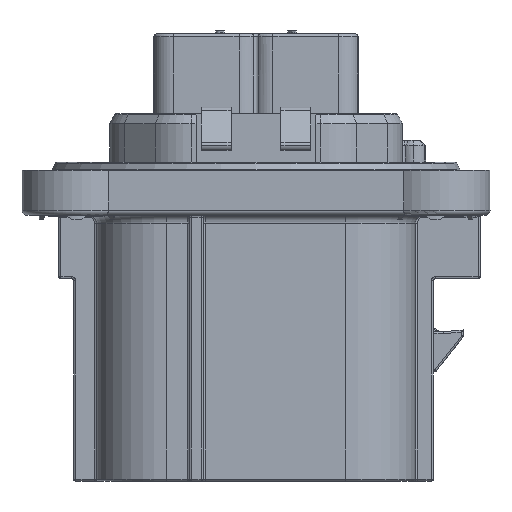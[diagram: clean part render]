
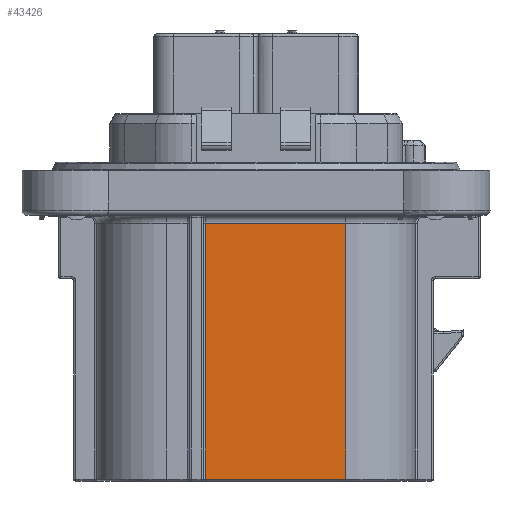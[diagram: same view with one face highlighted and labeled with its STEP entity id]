
A CAD part, left-side view. The second image highlights one B-rep face of the part: STEP entity #43426.
In plain terms, the highlighted planar face has unit normal (-1, 0, 0).
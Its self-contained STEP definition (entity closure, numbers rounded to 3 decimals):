
#7357 = CARTESIAN_POINT ( 'NONE',  ( -31.602, -14.671, 50.307 ) ) ;
#14978 = ORIENTED_EDGE ( 'NONE', *, *, #36474, .T. ) ;
#15991 = ORIENTED_EDGE ( 'NONE', *, *, #29178, .F. ) ;
#23869 = ORIENTED_EDGE ( 'NONE', *, *, #40079, .T. ) ;
#29178 = EDGE_CURVE ( 'NONE', #49988, #101296, #104469, .T. ) ;
#34180 = AXIS2_PLACEMENT_3D ( 'NONE', #38931, #111304, #100966 ) ;
#36474 = EDGE_CURVE ( 'NONE', #132055, #68081, #63149, .T. ) ;
#36691 = VECTOR ( 'NONE', #126494, 1000. ) ;
#38116 = VECTOR ( 'NONE', #96259, 1000. ) ;
#38238 = FACE_OUTER_BOUND ( 'NONE', #63462, .T. ) ;
#38931 = CARTESIAN_POINT ( 'NONE',  ( -31.602, 3.329, 51.107 ) ) ;
#40079 = EDGE_CURVE ( 'NONE', #49988, #132055, #84605, .T. ) ;
#41446 = VECTOR ( 'NONE', #94823, 1000. ) ;
#43426 = ADVANCED_FACE ( 'NONE', ( #38238 ), #89975, .F. ) ;
#44574 = CARTESIAN_POINT ( 'NONE',  ( -31.602, -0.571, 50.307 ) ) ;
#49988 = VERTEX_POINT ( 'NONE', #7357 ) ;
#54137 = CARTESIAN_POINT ( 'NONE',  ( -31.602, 3.329, 24.607 ) ) ;
#54804 = CARTESIAN_POINT ( 'NONE',  ( -31.602, -14.671, 51.107 ) ) ;
#55517 = CARTESIAN_POINT ( 'NONE',  ( -31.602, -0.371, 50.307 ) ) ;
#63149 = LINE ( 'NONE', #114801, #41446 ) ;
#63462 = EDGE_LOOP ( 'NONE', ( #23869, #14978, #104551, #15991 ) ) ;
#65779 = CARTESIAN_POINT ( 'NONE',  ( -31.602, -0.571, 24.607 ) ) ;
#66701 = VECTOR ( 'NONE', #126530, 1000. ) ;
#68081 = VERTEX_POINT ( 'NONE', #65779 ) ;
#84605 = LINE ( 'NONE', #55517, #66701 ) ;
#85957 = LINE ( 'NONE', #54137, #38116 ) ;
#89975 = PLANE ( 'NONE',  #34180 ) ;
#94823 = DIRECTION ( 'NONE',  ( 0., 0., -1. ) ) ;
#96259 = DIRECTION ( 'NONE',  ( 0., -1., 0. ) ) ;
#100966 = DIRECTION ( 'NONE',  ( 0., 1., 0. ) ) ;
#101296 = VERTEX_POINT ( 'NONE', #127010 ) ;
#101814 = EDGE_CURVE ( 'NONE', #68081, #101296, #85957, .T. ) ;
#104469 = LINE ( 'NONE', #54804, #36691 ) ;
#104551 = ORIENTED_EDGE ( 'NONE', *, *, #101814, .T. ) ;
#111304 = DIRECTION ( 'NONE',  ( 1., 0., 0. ) ) ;
#114801 = CARTESIAN_POINT ( 'NONE',  ( -31.602, -0.571, 51.107 ) ) ;
#126494 = DIRECTION ( 'NONE',  ( 0., 0., -1. ) ) ;
#126530 = DIRECTION ( 'NONE',  ( 0., 1., 0. ) ) ;
#127010 = CARTESIAN_POINT ( 'NONE',  ( -31.602, -14.671, 24.607 ) ) ;
#132055 = VERTEX_POINT ( 'NONE', #44574 ) ;
